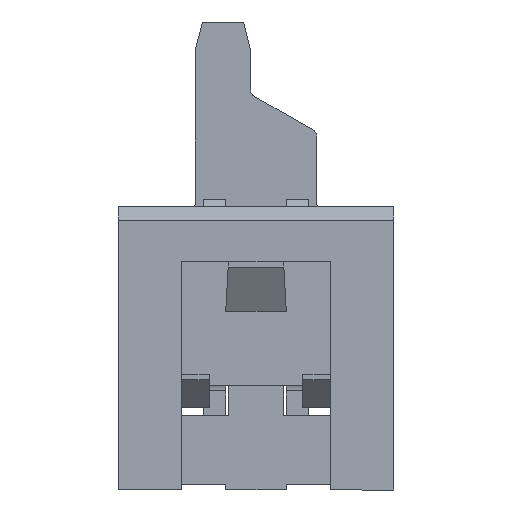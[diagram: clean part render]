
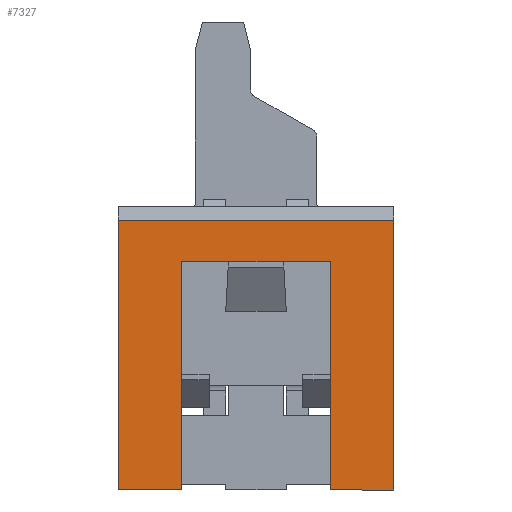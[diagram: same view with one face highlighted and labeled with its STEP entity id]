
A CAD part, left-side view. The second image highlights one B-rep face of the part: STEP entity #7327.
In plain terms, the highlighted planar face has unit normal (-1, 0, 0).
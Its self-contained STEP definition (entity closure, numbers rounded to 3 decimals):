
#1671=ORIENTED_EDGE('',*,*,#3183,.F.);
#1672=ORIENTED_EDGE('',*,*,#3184,.T.);
#1673=ORIENTED_EDGE('',*,*,#2935,.T.);
#1674=ORIENTED_EDGE('',*,*,#3185,.T.);
#1675=ORIENTED_EDGE('',*,*,#3186,.F.);
#1676=ORIENTED_EDGE('',*,*,#3187,.F.);
#1677=ORIENTED_EDGE('',*,*,#3188,.T.);
#1678=ORIENTED_EDGE('',*,*,#3189,.T.);
#2935=EDGE_CURVE('',#3819,#3820,#4703,.T.);
#3183=EDGE_CURVE('',#4012,#4013,#4927,.T.);
#3184=EDGE_CURVE('',#4012,#3819,#4928,.T.);
#3185=EDGE_CURVE('',#3820,#4014,#4929,.T.);
#3186=EDGE_CURVE('',#4015,#4014,#4930,.T.);
#3187=EDGE_CURVE('',#4016,#4015,#4931,.T.);
#3188=EDGE_CURVE('',#4016,#4017,#4932,.T.);
#3189=EDGE_CURVE('',#4017,#4013,#4933,.T.);
#3819=VERTEX_POINT('',#10956);
#3820=VERTEX_POINT('',#10957);
#4012=VERTEX_POINT('',#11430);
#4013=VERTEX_POINT('',#11431);
#4014=VERTEX_POINT('',#11434);
#4015=VERTEX_POINT('',#11436);
#4016=VERTEX_POINT('',#11438);
#4017=VERTEX_POINT('',#11440);
#4703=LINE('',#10955,#5681);
#4927=LINE('',#11429,#5905);
#4928=LINE('',#11432,#5906);
#4929=LINE('',#11433,#5907);
#4930=LINE('',#11435,#5908);
#4931=LINE('',#11437,#5909);
#4932=LINE('',#11439,#5910);
#4933=LINE('',#11441,#5911);
#5681=VECTOR('',#8902,1000.);
#5905=VECTOR('',#9240,1000.);
#5906=VECTOR('',#9241,1000.);
#5907=VECTOR('',#9242,1000.);
#5908=VECTOR('',#9243,1000.);
#5909=VECTOR('',#9244,1000.);
#5910=VECTOR('',#9245,1000.);
#5911=VECTOR('',#9246,1000.);
#6338=EDGE_LOOP('',(#1671,#1672,#1673,#1674,#1675,#1676,#1677,#1678));
#6700=FACE_BOUND('',#6338,.T.);
#7028=PLANE('',#7738);
#7327=ADVANCED_FACE('',(#6700),#7028,.F.);
#7738=AXIS2_PLACEMENT_3D('',#11428,#9238,#9239);
#8902=DIRECTION('',(0.,0.,-1.));
#9238=DIRECTION('',(1.,0.,0.));
#9239=DIRECTION('',(0.,0.,-1.));
#9240=DIRECTION('',(0.,0.,-1.));
#9241=DIRECTION('',(0.,1.,0.));
#9242=DIRECTION('',(0.,-1.,0.));
#9243=DIRECTION('',(0.,0.,-1.));
#9244=DIRECTION('',(0.,1.,0.));
#9245=DIRECTION('',(0.,0.,-1.));
#9246=DIRECTION('',(0.,-1.,0.));
#10955=CARTESIAN_POINT('',(-9.335,2.5,1.35));
#10956=CARTESIAN_POINT('',(-9.335,2.5,4.9));
#10957=CARTESIAN_POINT('',(-9.335,2.5,0.));
#11428=CARTESIAN_POINT('',(-9.335,2.5,1.35));
#11429=CARTESIAN_POINT('',(-9.335,-2.5,1.35));
#11430=CARTESIAN_POINT('',(-9.335,-2.5,4.9));
#11431=CARTESIAN_POINT('',(-9.335,-2.5,0.));
#11432=CARTESIAN_POINT('',(-9.335,2.5,4.9));
#11433=CARTESIAN_POINT('',(-9.335,2.5,0.));
#11434=CARTESIAN_POINT('',(-9.335,1.35,0.));
#11435=CARTESIAN_POINT('',(-9.335,1.35,0.1));
#11436=CARTESIAN_POINT('',(-9.335,1.35,4.15));
#11437=CARTESIAN_POINT('',(-9.335,-1.35,4.15));
#11438=CARTESIAN_POINT('',(-9.335,-1.35,4.15));
#11439=CARTESIAN_POINT('',(-9.335,-1.35,0.1));
#11440=CARTESIAN_POINT('',(-9.335,-1.35,0.));
#11441=CARTESIAN_POINT('',(-9.335,2.5,0.));
